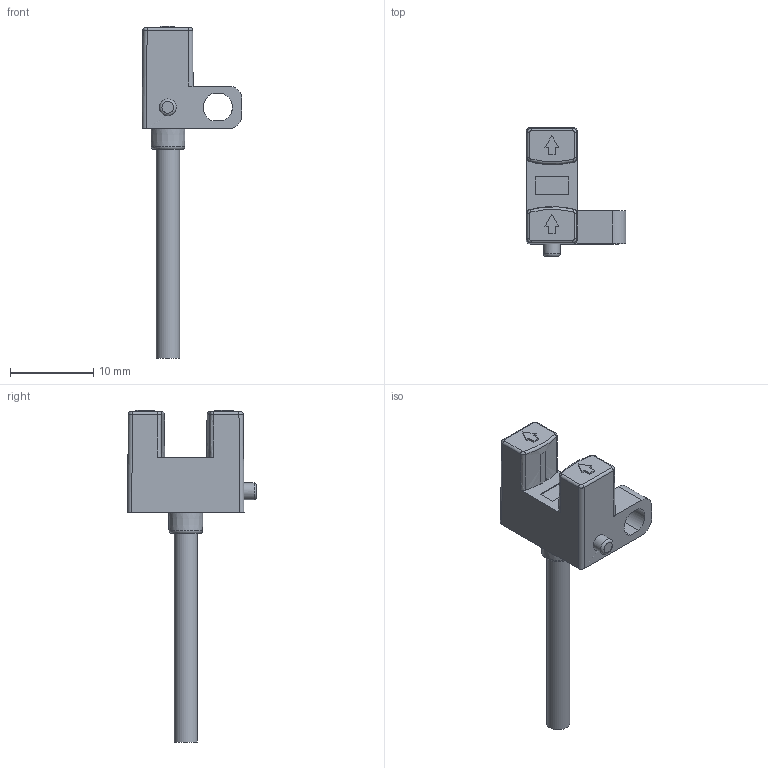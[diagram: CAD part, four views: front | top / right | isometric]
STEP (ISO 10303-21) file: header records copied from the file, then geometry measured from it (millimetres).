
FILE_DESCRIPTION(/* description */ (''),/* implementation_level */ '2;1');
FILE_NAME(/* name */ 'SF-303.stp',/* time_stamp */ '2021-07-22T09:56:37+08:00',/* author */ (''),/* organization */ (''),/* preprocessor_version */ 'ST-DEVELOPER v14',/* originating_system */ 'SIEMENS PLM Software NX 8.0',/* authorisation */ '');
FILE_SCHEMA (('AUTOMOTIVE_DESIGN { 1 0 10303 214 3 1 1 1 }'));
Length unit declared in the file: millimetre
Products named in the file (1): Admi43D89864mdz6
Bounding box: 11.96 x 15.47 x 39.8 mm (x, y, z)
Volume: 1101.8 mm3; surface area: 1025 mm2
Topology: 1 solids, 1 shells, 84 faces, 209 edges, 133 vertices
Faces by surface type: plane 45, cylinder 16, bspline 12, cone 7, torus 4
Full cylindrical faces by diameter (mm): 2 x1, 2.8 x1
Entity records: 2659 total; most frequent: CARTESIAN_POINT 684, ORIENTED_EDGE 402, DIRECTION 401, EDGE_CURVE 201, AXIS2_PLACEMENT_3D 147, VERTEX_POINT 130, LINE 107, VECTOR 107
